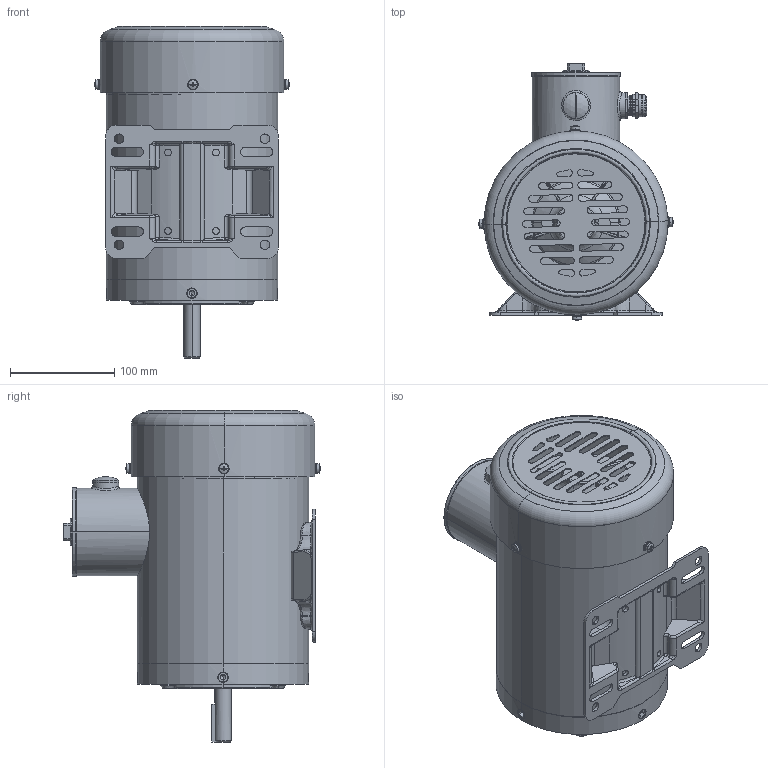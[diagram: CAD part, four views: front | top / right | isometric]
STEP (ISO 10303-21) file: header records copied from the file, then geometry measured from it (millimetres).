
FILE_DESCRIPTION (( 'STEP AP214' ), '1' );
FILE_NAME ('（143TC-1.5HP-2）（143TC-0.75HP-6）（145TC-1.5HP-2）（145TC-1.5HP-4）（145TC-1HP-6）.STEP', '2017-11-14T01:06:58', ( 'user' ), ( '' ), 'SwSTEP 2.0', 'SolidWorks 2013', '' );
FILE_SCHEMA (( 'AUTOMOTIVE_DESIGN' ));
Length unit declared in the file: millimetre
Products named in the file (23): U倛蚐猾20X40X7; 源瑩4.77x36; M10 不锈钢螺塞; 螺孔塞 ; M5坋趼蹟隊蚾饜极; plain washers--product grade c gb_GB_FASTENER_WASHER_SMWC 5; single coil lock washers light type gb_GB_FASTENER_WASHER_SSWL 5; cross recessed small pan head screws gb_GB_CROSS_SCREWS_TYPE3 M5X16-16-N; 56C，140TC 风罩 8WTN.306.002; 80瑞圮; 143TC  祥凄詩綴裔.TEFC. 8WT.013.004b; deep groove ball bearings gb_Rolling bearings 6205 GB 276-94; 翋粣 1hP奻 311﹜153. 140TC TEFC 籵蚚.8WT.200.008; 140TC  芠倛祥凄詩碟; 沓蹋滲蹟簽M20; 56C，140TC 不锈钢 C 法兰（封闭或风冷型）8WT.013.001; 出线孔塞; 儂褲 180.56C﹜145TC 埴极.8WT.001.001; 沓蹋滲M22謂12; 140TC  芠倛祥谽詩碟裔 ; （143TC-1.5HP-2）（143TC-0.75HP-6）（145TC-1.5HP-2）（145TC-1.5HP-4）（145TC-1HP-6）; 140TC  芠倛祥谽詩碟釱 ; 儂褐 76.2.127.8WT.002.001
Assembly tree (32 placements, depth 3):
  （143TC-1.5HP-2）（143TC-0.75HP-6）（145TC-1.5HP-2）（145TC-1.5HP-4）（145TC-1HP-6）
    儂褲 180.56C﹜145TC 埴极.8WT.001.001
    56C，140TC 不锈钢 C 法兰（封闭或风冷型）8WT.013.001
    翋粣 1hP奻 311﹜153. 140TC TEFC 籵蚚.8WT.200.008
    deep groove ball bearings gb_Rolling bearings 6205 GB 276-94  x2
    143TC  祥凄詩綴裔.TEFC. 8WT.013.004b
    80瑞圮
    56C，140TC 风罩 8WTN.306.002
    M5坋趼蹟隊蚾饜极  x4
      cross recessed small pan head screws gb_GB_CROSS_SCREWS_TYPE3 M5X16-16-N
      single coil lock washers light type gb_GB_FASTENER_WASHER_SSWL 5
      plain washers--product grade c gb_GB_FASTENER_WASHER_SMWC 5
    螺孔塞   x4
    M10 不锈钢螺塞  x4
    源瑩4.77x36
    U倛蚐猾20X40X7
    儂褐 76.2.127.8WT.002.001
    140TC  芠倛祥凄詩碟
      140TC  芠倛祥谽詩碟釱 
      140TC  芠倛祥谽詩碟裔 
      沓蹋滲M22謂12
      出线孔塞
      沓蹋滲蹟簽M20
Bounding box: 186.01 x 245.43 x 317.92 mm (x, y, z)
Volume: 930208.5 mm3; surface area: 633009.8 mm2
Topology: 41 solids, 41 shells, 1714 faces, 4787 edges, 3031 vertices
Faces by surface type: cylinder 610, plane 460, torus 248, bspline 162, cone 137, sphere 97
Entity records: 60382 total; most frequent: CARTESIAN_POINT 25263, ORIENTED_EDGE 7266, DIRECTION 6685, EDGE_CURVE 3633, AXIS2_PLACEMENT_3D 2749, VERTEX_POINT 2296, EDGE_LOOP 1553, CIRCLE 1483
